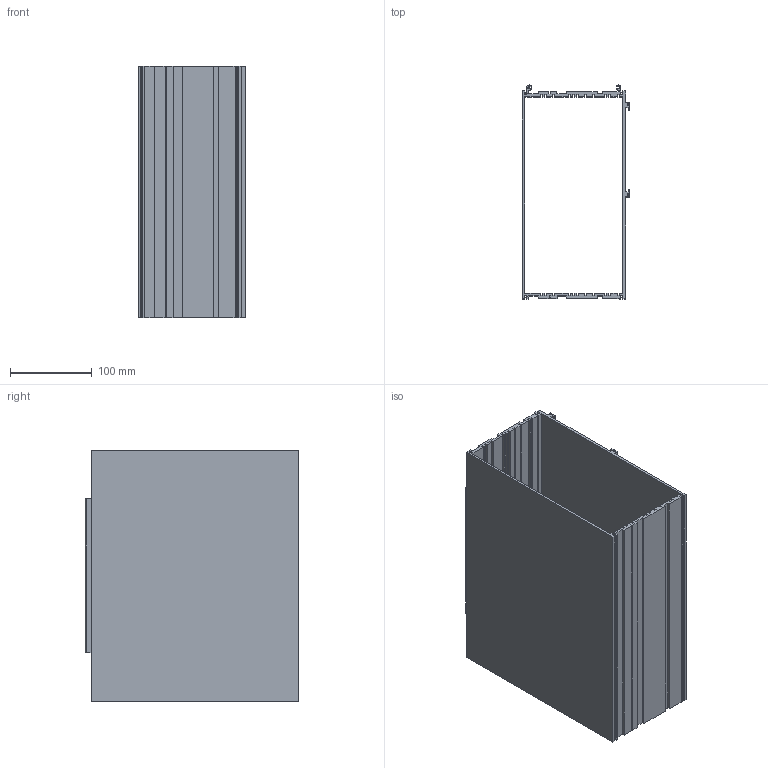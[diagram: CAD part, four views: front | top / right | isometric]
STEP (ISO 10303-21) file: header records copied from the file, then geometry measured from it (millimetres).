
FILE_DESCRIPTION (( 'STEP AP203' ), '1' );
FILE_NAME ('S19-extrududed-aluminum-enclosure.STEP', '2024-11-15T19:44:11', ( '' ), ( '' ), 'SwSTEP 2.0', 'SolidWorks 2023', '' );
FILE_SCHEMA (( 'CONFIG_CONTROL_DESIGN' ));
Length unit declared in the file: millimetre
Products named in the file (1): S19-extrududed-aluminum-enclosure
Bounding box: 132.35 x 262.17 x 308 mm (x, y, z)
Volume: 860816.5 mm3; surface area: 535827.4 mm2
Topology: 1 solids, 1 shells, 218 faces, 647 edges, 430 vertices
Faces by surface type: plane 195, cylinder 23
Entity records: 7266 total; most frequent: CARTESIAN_POINT 1296, ORIENTED_EDGE 1294, DIRECTION 1131, EDGE_CURVE 647, VECTOR 601, LINE 601, VERTEX_POINT 430, AXIS2_PLACEMENT_3D 265
